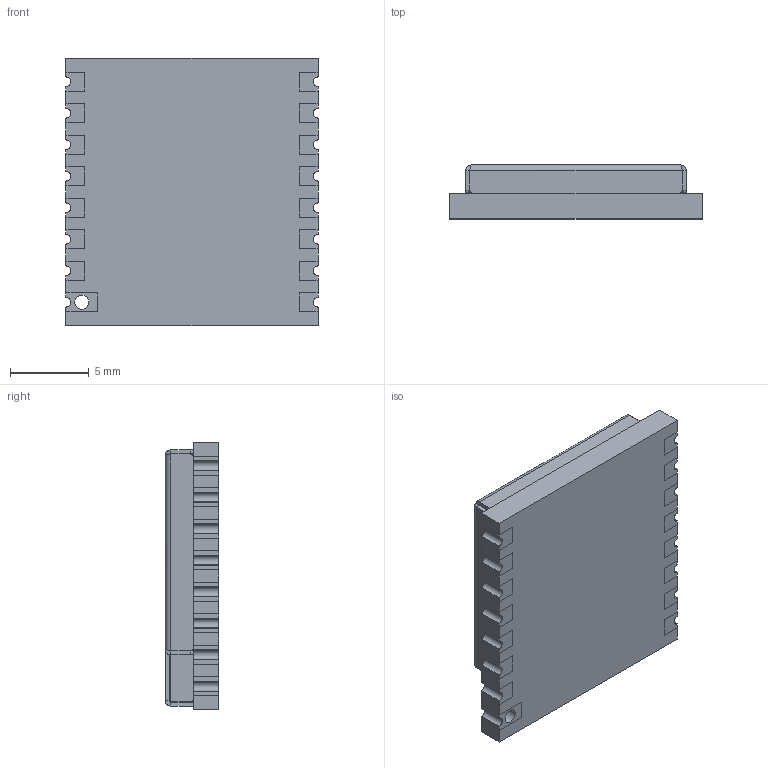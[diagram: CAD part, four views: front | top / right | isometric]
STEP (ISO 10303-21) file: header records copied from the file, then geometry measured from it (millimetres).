
FILE_DESCRIPTION (( 'STEP AP214' ), '1' );
FILE_NAME ('RA-01H.STEP', '2021-12-09T12:35:52', ( '' ), ( '' ), 'SwSTEP 2.0', 'SolidWorks 2017', '' );
FILE_SCHEMA (( 'AUTOMOTIVE_DESIGN' ));
Length unit declared in the file: millimetre
Products named in the file (1): RA-01H
Bounding box: 16 x 3.4 x 17 mm (x, y, z)
Volume: 504.6 mm3; surface area: 1450 mm2
Topology: 18 solids, 18 shells, 350 faces, 907 edges, 593 vertices
Faces by surface type: plane 272, cylinder 70, bspline 8
Full cylindrical faces by diameter (mm): 0.9 x1
Entity records: 10976 total; most frequent: CARTESIAN_POINT 2168, ORIENTED_EDGE 1810, DIRECTION 1699, EDGE_CURVE 905, VECTOR 765, LINE 765, VERTEX_POINT 592, AXIS2_PLACEMENT_3D 467
